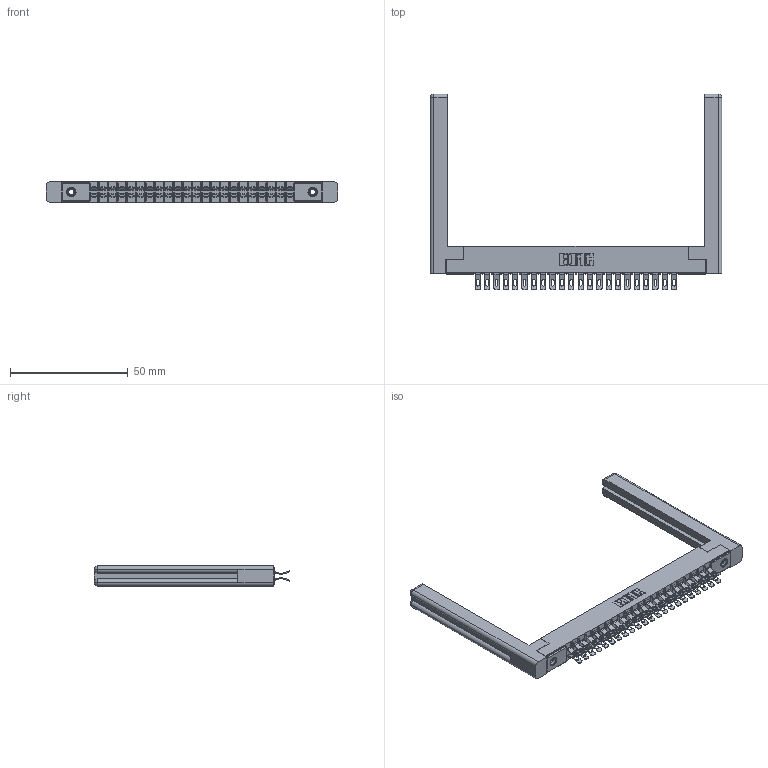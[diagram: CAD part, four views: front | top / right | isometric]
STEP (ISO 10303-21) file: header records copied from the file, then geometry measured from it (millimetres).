
FILE_DESCRIPTION (( 'STEP AP203' ), '1' );
FILE_NAME ('305-044-555-558.STEP', '2019-09-09T20:11:05', ( '' ), ( '' ), 'SwSTEP 2.0', 'SolidWorks 2016', '' );
FILE_SCHEMA (( 'CONFIG_CONTROL_DESIGN' ));
Length unit declared in the file: inch
Products named in the file (5): 345-250-001_345-250-001-102; 307-220-058; 305-290-001_555; 305-044-555-558; 305 Part_.156 Dia
Assembly tree (49 placements, depth 2):
  305-044-555-558
    305 Part_.156 Dia
    305-290-001_555  x44
    345-250-001_345-250-001-102  x2
    307-220-058  x2
Bounding box: 123.8 x 83.06 x 8.71 mm (x, y, z)
Volume: 15309.9 mm3; surface area: 20809 mm2
Topology: 49 solids, 49 shells, 3162 faces, 9360 edges, 6108 vertices
Faces by surface type: plane 1560, cylinder 1490, sphere 88, cone 12, torus 12
Entity records: 29512 total; most frequent: CARTESIAN_POINT 4917, ORIENTED_EDGE 4810, DIRECTION 4729, EDGE_CURVE 2405, VECTOR 1893, LINE 1893, VERTEX_POINT 1536, AXIS2_PLACEMENT_3D 1418
